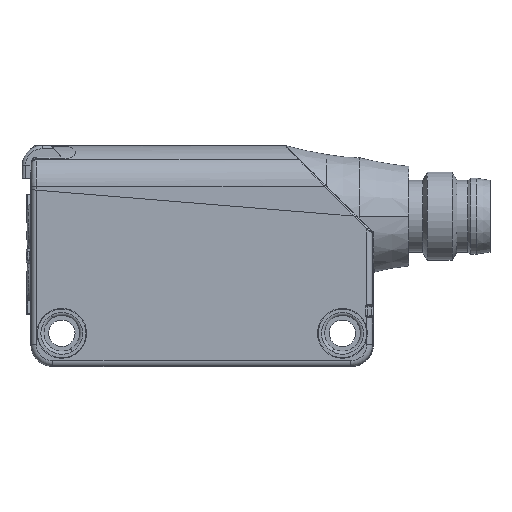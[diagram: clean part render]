
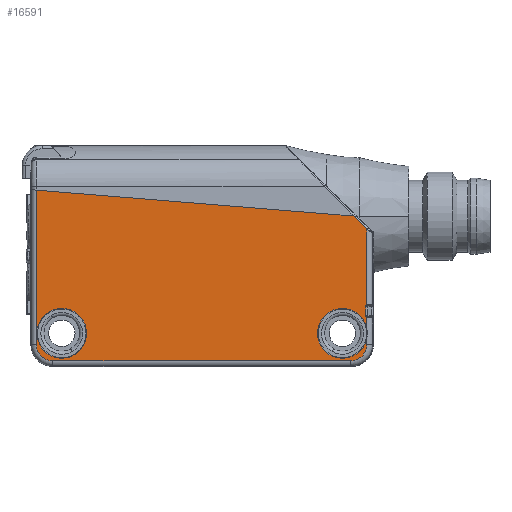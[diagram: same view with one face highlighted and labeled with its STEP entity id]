
A CAD part, left-side view. The second image highlights one B-rep face of the part: STEP entity #16591.
In plain terms, the highlighted planar face has unit normal (-1, 0, 0).
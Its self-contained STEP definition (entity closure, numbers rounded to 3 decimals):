
#1253=DIRECTION('',(0.,0.997,0.081));
#1254=VECTOR('',#1253,28.84);
#1255=CARTESIAN_POINT('',(-5.5,3.454,-2.2));
#1256=LINE('',#1255,#1254);
#1275=DIRECTION('',(0.,-0.707,-0.707));
#1276=VECTOR('',#1275,1.65);
#1277=CARTESIAN_POINT('',(-5.5,3.454,-2.2));
#1278=LINE('',#1277,#1276);
#1279=CARTESIAN_POINT('',(-5.5,2.2,-10.412));
#1280=DIRECTION('',(-1.,0.,0.));
#1281=DIRECTION('',(0.,0.437,0.9));
#1282=AXIS2_PLACEMENT_3D('',#1279,#1280,#1281);
#1284=CARTESIAN_POINT('',(-5.5,2.2,-11.212));
#1285=DIRECTION('',(-1.,0.,0.));
#1286=DIRECTION('',(0.,1.,0.));
#1287=AXIS2_PLACEMENT_3D('',#1284,#1285,#1286);
#1289=CARTESIAN_POINT('',(-5.5,4.5,-12.812));
#1290=DIRECTION('',(-1.,0.,0.));
#1291=DIRECTION('',(0.,-0.983,0.181));
#1292=AXIS2_PLACEMENT_3D('',#1289,#1290,#1291);
#1294=CARTESIAN_POINT('',(-5.5,4.5,-12.812));
#1295=DIRECTION('',(-1.,0.,0.));
#1296=DIRECTION('',(0.,0.,1.));
#1297=AXIS2_PLACEMENT_3D('',#1294,#1295,#1296);
#1299=CARTESIAN_POINT('',(-5.5,4.5,-12.812));
#1300=DIRECTION('',(-1.,0.,0.));
#1301=DIRECTION('',(0.,0.,-1.));
#1302=AXIS2_PLACEMENT_3D('',#1299,#1300,#1301);
#1304=CARTESIAN_POINT('',(-5.5,3.787,
-13.812));
#1305=DIRECTION('',(1.,0.,0.));
#1306=DIRECTION('',(0.,-1.,0.));
#1307=AXIS2_PLACEMENT_3D('',#1304,#1305,#1306);
#1309=CARTESIAN_POINT('',(-5.5,30.7,-13.812));
#1310=DIRECTION('',(1.,0.,0.));
#1311=DIRECTION('',(0.,0.,-1.));
#1312=AXIS2_PLACEMENT_3D('',#1309,#1310,#1311);
#1314=CARTESIAN_POINT('',(-5.5,29.9,-12.812));
#1315=DIRECTION('',(-1.,0.,0.));
#1316=DIRECTION('',(0.,0.,1.));
#1317=AXIS2_PLACEMENT_3D('',#1314,#1315,#1316);
#1319=CARTESIAN_POINT('',(-5.5,29.9,-12.812));
#1320=DIRECTION('',(-1.,0.,0.));
#1321=DIRECTION('',(0.,0.,-1.));
#1322=AXIS2_PLACEMENT_3D('',#1319,#1320,#1321);
#1324=DIRECTION('',(0.,0.,1.));
#1325=VECTOR('',#1324,6.866);
#1326=CARTESIAN_POINT('',(-5.5,2.287,
-10.232));
#1327=LINE('',#1326,#1325);
#1506=CARTESIAN_POINT('',(-5.5,2.287,
-11.392));
#1522=DIRECTION('',(0.,0.,1.));
#1523=VECTOR('',#1522,0.592);
#1524=CARTESIAN_POINT('',(-5.5,2.287,
-13.812));
#1525=LINE('',#1524,#1523);
#1526=DIRECTION('',(0.,0.,1.));
#1527=VECTOR('',#1526,1.012);
#1528=CARTESIAN_POINT('',(-5.5,2.287,-12.404));
#1529=LINE('',#1528,#1527);
#1564=DIRECTION('',(0.,0.,1.));
#1565=VECTOR('',#1564,0.8);
#1566=CARTESIAN_POINT('',(-5.5,2.4,
-11.212));
#1567=LINE('',#1566,#1565);
#1669=DIRECTION('',(0.,-1.,0.));
#1670=VECTOR('',#1669,26.912);
#1671=CARTESIAN_POINT('',(-5.5,30.7,
-15.312));
#1672=LINE('',#1671,#1670);
#2126=DIRECTION('',(0.,0.,-1.));
#2127=VECTOR('',#2126,13.959);
#2128=CARTESIAN_POINT('',(-5.5,32.2,
0.147));
#2129=LINE('',#2128,#2127);
#9647=CARTESIAN_POINT('',(-5.5,32.199,0.147));
#9648=CARTESIAN_POINT('',(-5.5,32.199,0.147));
#9649=CARTESIAN_POINT('',(-5.5,32.199,
0.147));
#9650=CARTESIAN_POINT('',(-5.5,32.2,
0.147));
#9651=CARTESIAN_POINT('',(-5.5,32.2,
0.147));
#13153=VERTEX_POINT('',#1506);
#13154=CARTESIAN_POINT('',(-5.5,2.287,-13.812));
#13155=VERTEX_POINT('',#13154);
#13156=CARTESIAN_POINT('',(-5.5,2.287,-13.221));
#13157=VERTEX_POINT('',#13156);
#13158=CARTESIAN_POINT('',(-5.5,2.287,-12.404));
#13159=VERTEX_POINT('',#13158);
#13165=CARTESIAN_POINT('',(-5.5,2.4,-11.212));
#13166=VERTEX_POINT('',#13165);
#13167=CARTESIAN_POINT('',(-5.5,2.287,-10.232));
#13168=CARTESIAN_POINT('',(-5.5,2.4,-10.412));
#13169=VERTEX_POINT('',#13167);
#13170=VERTEX_POINT('',#13168);
#13171=CARTESIAN_POINT('',(-5.5,4.5,-10.562));
#13172=VERTEX_POINT('',#13171);
#13173=CARTESIAN_POINT('',(-5.5,4.5,-15.062));
#13174=VERTEX_POINT('',#13173);
#13175=CARTESIAN_POINT('',(-5.5,3.788,
-15.312));
#13176=VERTEX_POINT('',#13175);
#13177=CARTESIAN_POINT('',(-5.5,30.7,
-15.312));
#13178=VERTEX_POINT('',#13177);
#13179=CARTESIAN_POINT('',(-5.5,32.2,-13.812));
#13180=VERTEX_POINT('',#13179);
#13181=CARTESIAN_POINT('',(-5.5,2.287,
-3.366));
#13182=VERTEX_POINT('',#13181);
#13183=CARTESIAN_POINT('',(-5.5,29.9,-10.562));
#13184=CARTESIAN_POINT('',(-5.5,29.9,-15.062));
#13185=VERTEX_POINT('',#13183);
#13186=VERTEX_POINT('',#13184);
#13931=CARTESIAN_POINT('',(-5.5,3.454,-2.2));
#13932=CARTESIAN_POINT('',(-5.5,32.199,0.147));
#13933=VERTEX_POINT('',#13931);
#13934=VERTEX_POINT('',#13932);
#14019=VERTEX_POINT('',#9651);
#16548=CARTESIAN_POINT('',(-5.5,17.244,-7.583));
#16549=DIRECTION('',(1.,0.,0.));
#16550=DIRECTION('',(0.,-1.,0.));
#16551=AXIS2_PLACEMENT_3D('',#16548,#16549,#16550);
#16552=PLANE('',#16551);
#16553=ORIENTED_EDGE('',*,*,#15277,.T.);
#16555=ORIENTED_EDGE('',*,*,#16554,.F.);
#16557=ORIENTED_EDGE('',*,*,#16556,.T.);
#16559=ORIENTED_EDGE('',*,*,#16558,.F.);
#16561=ORIENTED_EDGE('',*,*,#16560,.T.);
#16563=ORIENTED_EDGE('',*,*,#16562,.F.);
#16565=ORIENTED_EDGE('',*,*,#16564,.T.);
#16567=ORIENTED_EDGE('',*,*,#16566,.T.);
#16569=ORIENTED_EDGE('',*,*,#16568,.T.);
#16571=ORIENTED_EDGE('',*,*,#16570,.F.);
#16573=ORIENTED_EDGE('',*,*,#16572,.T.);
#16575=ORIENTED_EDGE('',*,*,#16574,.F.);
#16577=ORIENTED_EDGE('',*,*,#16576,.T.);
#16579=ORIENTED_EDGE('',*,*,#16578,.F.);
#16581=ORIENTED_EDGE('',*,*,#16580,.F.);
#16582=ORIENTED_EDGE('',*,*,#16531,.F.);
#16583=EDGE_LOOP('',(#16553,#16555,#16557,#16559,#16561,#16563,#16565,#16567,
#16569,#16571,#16573,#16575,#16577,#16579,#16581,#16582));
#16584=FACE_OUTER_BOUND('',#16583,.F.);
#16586=ORIENTED_EDGE('',*,*,#16585,.T.);
#16588=ORIENTED_EDGE('',*,*,#16587,.T.);
#16589=EDGE_LOOP('',(#16586,#16588));
#16590=FACE_BOUND('',#16589,.F.);
#16591=ADVANCED_FACE('',(#16584,#16590),#16552,.F.);
#1283=CIRCLE('',#1282,0.2);
#1288=CIRCLE('',#1287,0.2);
#1293=CIRCLE('',#1292,2.25);
#1298=CIRCLE('',#1297,2.25);
#1303=CIRCLE('',#1302,2.25);
#1308=CIRCLE('',#1307,1.5);
#1313=CIRCLE('',#1312,1.5);
#1318=CIRCLE('',#1317,2.25);
#1323=CIRCLE('',#1322,2.25);
#9652=B_SPLINE_CURVE_WITH_KNOTS('',3,(#9647,#9648,#9649,#9650,#9651),
.UNSPECIFIED.,.F.,.F.,(4,1,4),(0.,0.5,1.),.UNSPECIFIED.);
#15277=EDGE_CURVE('',#13933,#13182,#1278,.T.);
#16531=EDGE_CURVE('',#13933,#13934,#1256,.T.);
#16554=EDGE_CURVE('',#13169,#13182,#1327,.T.);
#16556=EDGE_CURVE('',#13169,#13170,#1283,.T.);
#16558=EDGE_CURVE('',#13166,#13170,#1567,.T.);
#16560=EDGE_CURVE('',#13166,#13153,#1288,.T.);
#16562=EDGE_CURVE('',#13159,#13153,#1529,.T.);
#16564=EDGE_CURVE('',#13159,#13172,#1293,.T.);
#16566=EDGE_CURVE('',#13172,#13174,#1298,.T.);
#16568=EDGE_CURVE('',#13174,#13157,#1303,.T.);
#16570=EDGE_CURVE('',#13155,#13157,#1525,.T.);
#16572=EDGE_CURVE('',#13155,#13176,#1308,.T.);
#16574=EDGE_CURVE('',#13178,#13176,#1672,.T.);
#16576=EDGE_CURVE('',#13178,#13180,#1313,.T.);
#16578=EDGE_CURVE('',#14019,#13180,#2129,.T.);
#16580=EDGE_CURVE('',#13934,#14019,#9652,.T.);
#16585=EDGE_CURVE('',#13185,#13186,#1318,.T.);
#16587=EDGE_CURVE('',#13186,#13185,#1323,.T.);
